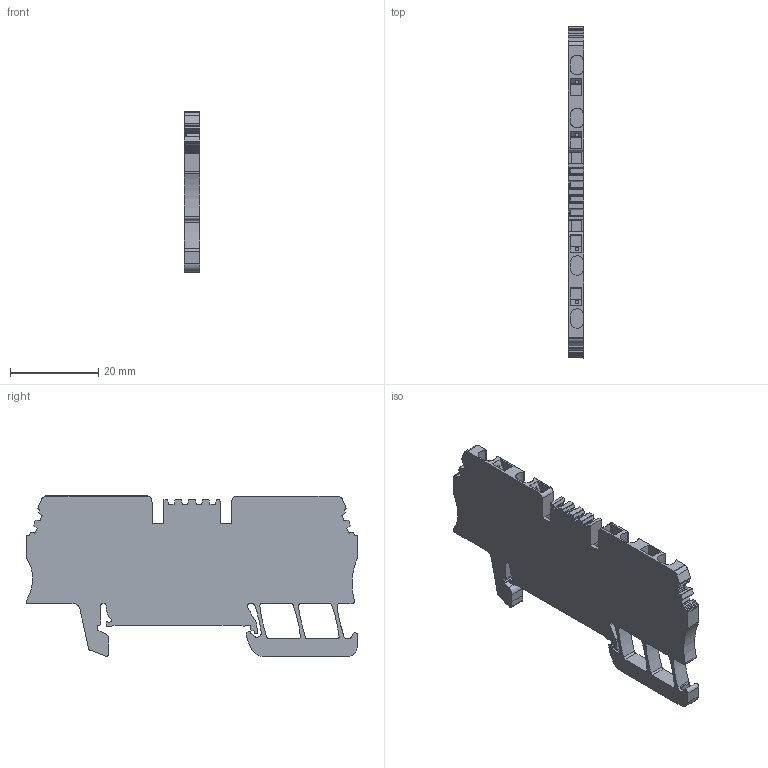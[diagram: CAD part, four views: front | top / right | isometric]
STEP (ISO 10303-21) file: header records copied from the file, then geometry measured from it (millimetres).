
FILE_DESCRIPTION(('CATIA V5 STEP Exchange','CAx-IF Rec.Pracs.--- Model Styling and Organization---1.4--- 2014-01-23'),'2;1');
FILE_NAME ('022968-2_1', '2021-08-04T05:18:51+00:00', ('none'), ('Weidmueller'), 'CATIA Version 5-6 Release 2016 SP3 HF44', 'CATIA V5 STEP AP214', 'none');
FILE_SCHEMA(('AUTOMOTIVE_DESIGN { 1 0 10303 214 1 1 1 1 }'));
Length unit declared in the file: millimetre
Products named in the file (1): 1826970000
Bounding box: 3.5 x 75.14 x 36.3 mm (x, y, z)
Volume: 6334.5 mm3; surface area: 6270.7 mm2
Topology: 2 solids, 2 shells, 469 faces, 1375 edges, 914 vertices
Faces by surface type: plane 292, cylinder 165, extrusion 12
Entity records: 15646 total; most frequent: CARTESIAN_POINT 3039, ORIENTED_EDGE 2750, DIRECTION 2127, EDGE_CURVE 1375, VECTOR 1011, LINE 999, VERTEX_POINT 914, AXIS2_PLACEMENT_3D 718
